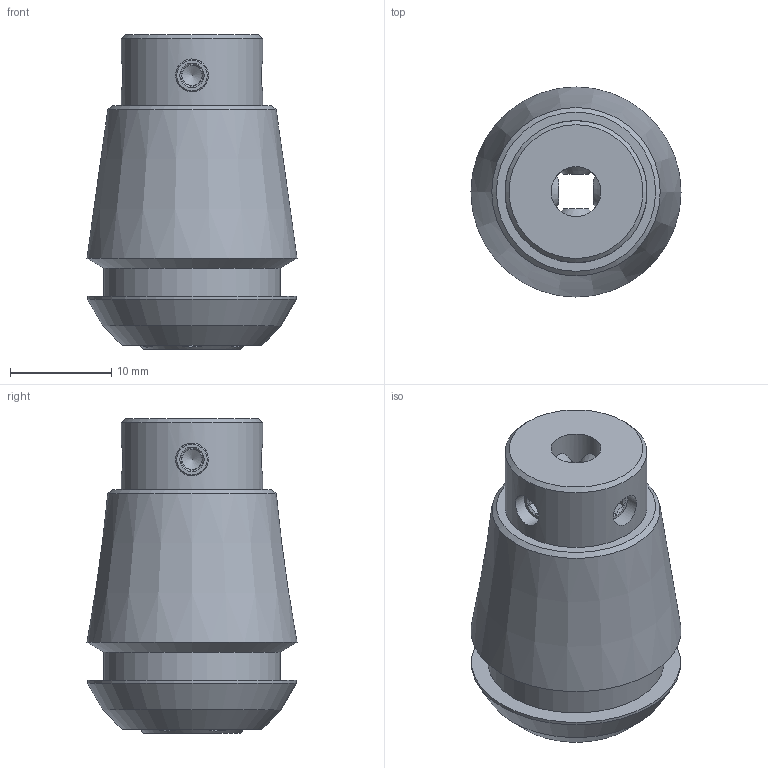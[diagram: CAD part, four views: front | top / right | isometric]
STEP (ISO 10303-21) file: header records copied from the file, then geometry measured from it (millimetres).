
FILE_DESCRIPTION(/* description */ (''),/* implementation_level */ '2;1');
FILE_NAME(/* name */ '152004931.stp',/* time_stamp */ '2022-05-19T11:00:40',/* author */ ('Ratnasingam Jekanthan'),/* organization */ ('REGO-FIX'),/* preprocessor_version */ ' Unknown',/* originating_system */ 'SIEMENS PLM Software Solid Edge ST10',/* authorization */ 'Unknown');
FILE_SCHEMA (('AUTOMOTIVE_DESIGN { 1 0 10303 214 2 1 1}'));
Length unit declared in the file: millimetre
Products named in the file (1): NOCUT
Bounding box: 20.73 x 20.73 x 31 mm (x, y, z)
Volume: 6644.7 mm3; surface area: 3308.5 mm2
Topology: 1 solids, 1 shells, 122 faces, 300 edges, 190 vertices
Faces by surface type: plane 68, cylinder 31, cone 23
Full cylindrical faces by diameter (mm): 3.242 x4, 4.93 x1, 11.1 x1, 14 x1, 17.4 x1, 20.6 x1
Entity records: 4240 total; most frequent: CARTESIAN_POINT 840, DIRECTION 500, ORIENTED_EDGE 482, EDGE_CURVE 241, AXIS2_PLACEMENT_3D 205, FACE_BOUND 172, VERTEX_POINT 169, EDGE_LOOP 168
